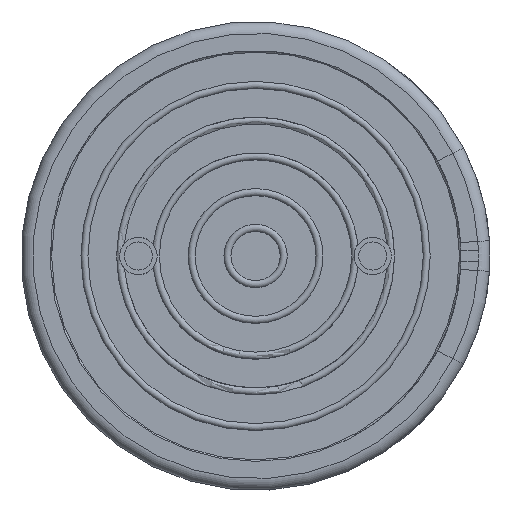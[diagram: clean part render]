
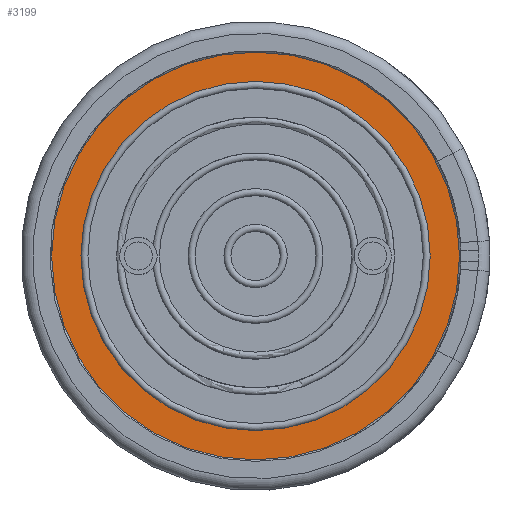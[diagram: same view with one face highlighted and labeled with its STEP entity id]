
A CAD part, front view. The second image highlights one B-rep face of the part: STEP entity #3199.
In plain terms, the highlighted planar face has unit normal (0, -1, 0).
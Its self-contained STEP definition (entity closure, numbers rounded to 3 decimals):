
#43=FACE_BOUND('',#495,.T.);
#226=PLANE('',#3564);
#347=FACE_OUTER_BOUND('',#494,.T.);
#494=EDGE_LOOP('',(#2865,#2866));
#495=EDGE_LOOP('',(#2867,#2868));
#968=CIRCLE('',#3495,4.35);
#969=CIRCLE('',#3496,4.35);
#1001=CIRCLE('',#3536,3.725);
#1002=CIRCLE('',#3537,3.725);
#1377=VERTEX_POINT('',#6202);
#1378=VERTEX_POINT('',#6204);
#1405=VERTEX_POINT('',#6280);
#1406=VERTEX_POINT('',#6281);
#1848=EDGE_CURVE('',#1377,#1378,#968,.T.);
#1849=EDGE_CURVE('',#1378,#1377,#969,.T.);
#1889=EDGE_CURVE('',#1405,#1406,#1001,.T.);
#1890=EDGE_CURVE('',#1406,#1405,#1002,.T.);
#2865=ORIENTED_EDGE('',*,*,#1849,.F.);
#2866=ORIENTED_EDGE('',*,*,#1848,.F.);
#2867=ORIENTED_EDGE('',*,*,#1889,.T.);
#2868=ORIENTED_EDGE('',*,*,#1890,.T.);
#3199=ADVANCED_FACE('',(#347,#43),#226,.T.);
#3495=AXIS2_PLACEMENT_3D('',#6205,#4234,#4235);
#3496=AXIS2_PLACEMENT_3D('',#6206,#4236,#4237);
#3536=AXIS2_PLACEMENT_3D('',#6282,#4324,#4325);
#3537=AXIS2_PLACEMENT_3D('',#6283,#4326,#4327);
#3564=AXIS2_PLACEMENT_3D('',#6329,#4385,#4386);
#4234=DIRECTION('center_axis',(0.,1.,0.));
#4235=DIRECTION('ref_axis',(1.,0.,0.));
#4236=DIRECTION('center_axis',(0.,1.,0.));
#4237=DIRECTION('ref_axis',(1.,0.,0.));
#4324=DIRECTION('center_axis',(0.,1.,0.));
#4325=DIRECTION('ref_axis',(-1.,0.,0.));
#4326=DIRECTION('center_axis',(0.,1.,0.));
#4327=DIRECTION('ref_axis',(-1.,0.,0.));
#4385=DIRECTION('center_axis',(0.,-1.,0.));
#4386=DIRECTION('ref_axis',(0.,0.,-1.));
#6202=CARTESIAN_POINT('',(-4.35,0.1,0.));
#6204=CARTESIAN_POINT('',(4.35,0.1,0.));
#6205=CARTESIAN_POINT('Origin',(0.,0.1,0.));
#6206=CARTESIAN_POINT('Origin',(0.,0.1,0.));
#6280=CARTESIAN_POINT('',(-3.725,0.1,0.));
#6281=CARTESIAN_POINT('',(3.725,0.1,0.));
#6282=CARTESIAN_POINT('Origin',(0.,0.1,0.));
#6283=CARTESIAN_POINT('Origin',(0.,0.1,0.));
#6329=CARTESIAN_POINT('Origin',(0.,0.1,0.));
